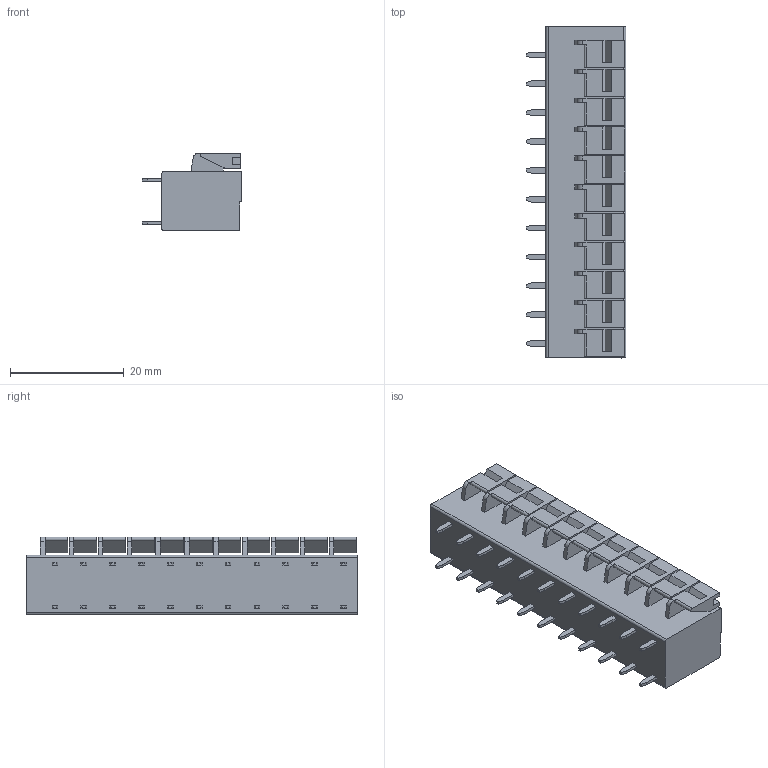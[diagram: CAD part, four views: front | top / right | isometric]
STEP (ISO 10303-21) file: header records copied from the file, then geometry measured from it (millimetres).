
FILE_DESCRIPTION((''),'2;1');
FILE_NAME('DB142-508-1P','2022-04-21T',('86134'),(''),'PRO/ENGINEER BY PARAMETRIC TECHNOLOGY CORPORATION, 2010280','PRO/ENGINEER BY PARAMETRIC TECHNOLOGY CORPORATION, 2010280','');
FILE_SCHEMA(('CONFIG_CONTROL_DESIGN'));
Length unit declared in the file: millimetre
Products named in the file (1): DB142-508-1P
Bounding box: 17.6 x 58.42 x 13.7 mm (x, y, z)
Volume: 8964.7 mm3; surface area: 5377.5 mm2
Topology: 1 solids, 1 shells, 478 faces, 1271 edges, 851 vertices
Faces by surface type: plane 426, cylinder 30, cone 22
Entity records: 14685 total; most frequent: CARTESIAN_POINT 2600, ORIENTED_EDGE 2542, DIRECTION 2331, EDGE_CURVE 1271, VECTOR 1167, LINE 1167, VERTEX_POINT 851, AXIS2_PLACEMENT_3D 582
